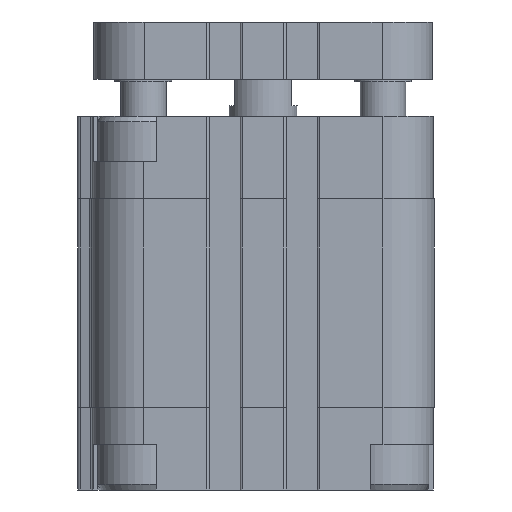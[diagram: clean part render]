
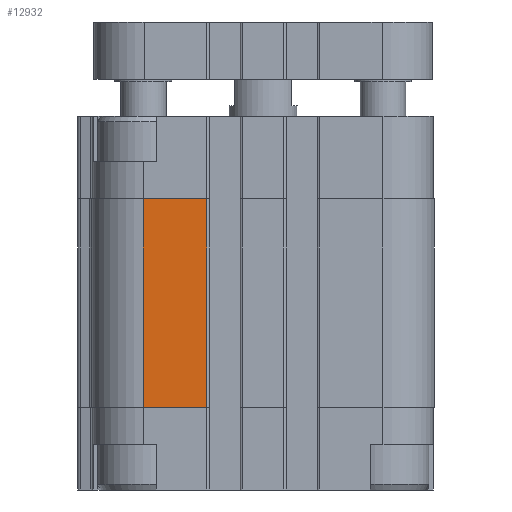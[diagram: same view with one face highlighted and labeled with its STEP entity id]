
A CAD part, left-side view. The second image highlights one B-rep face of the part: STEP entity #12932.
In plain terms, the highlighted face is planar.
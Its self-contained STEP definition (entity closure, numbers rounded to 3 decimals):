
#165=LINE('',#19617,#1345);
#514=LINE('',#20554,#1694);
#532=LINE('',#20638,#1712);
#533=LINE('',#20640,#1713);
#1345=VECTOR('',#15213,1000.);
#1694=VECTOR('',#16082,1000.);
#1712=VECTOR('',#16202,1000.);
#1713=VECTOR('',#16205,1000.);
#2516=PLANE('',#13946);
#4510=ORIENTED_EDGE('',*,*,#7887,.F.);
#4511=ORIENTED_EDGE('',*,*,#7929,.F.);
#4512=ORIENTED_EDGE('',*,*,#7414,.T.);
#4513=ORIENTED_EDGE('',*,*,#7930,.T.);
#7414=EDGE_CURVE('',#9318,#9317,#165,.T.);
#7887=EDGE_CURVE('',#9645,#9646,#514,.T.);
#7929=EDGE_CURVE('',#9318,#9645,#532,.T.);
#7930=EDGE_CURVE('',#9317,#9646,#533,.T.);
#9317=VERTEX_POINT('',#19616);
#9318=VERTEX_POINT('',#19618);
#9645=VERTEX_POINT('',#20553);
#9646=VERTEX_POINT('',#20555);
#11095=EDGE_LOOP('',(#4510,#4511,#4512,#4513));
#11997=FACE_BOUND('',#11095,.T.);
#12932=ADVANCED_FACE('',(#11997),#2516,.T.);
#13946=AXIS2_PLACEMENT_3D('',#20639,#16203,#16204);
#15213=DIRECTION('',(0.,1.,0.));
#16082=DIRECTION('',(0.,1.,0.));
#16202=DIRECTION('',(0.,0.,1.));
#16203=DIRECTION('',(1.,0.,0.));
#16204=DIRECTION('',(0.,0.,-1.));
#16205=DIRECTION('',(0.,0.,1.));
#19616=CARTESIAN_POINT('',(30.,-9.85,-51.));
#19617=CARTESIAN_POINT('',(30.,-21.,-51.));
#19618=CARTESIAN_POINT('',(30.,-21.,-51.));
#20553=CARTESIAN_POINT('',(30.,-21.,-14.5));
#20554=CARTESIAN_POINT('',(30.,-21.,-14.5));
#20555=CARTESIAN_POINT('',(30.,-9.85,-14.5));
#20638=CARTESIAN_POINT('',(30.,-21.,-51.));
#20639=CARTESIAN_POINT('',(30.,-21.,-51.));
#20640=CARTESIAN_POINT('',(30.,-9.85,-51.));
